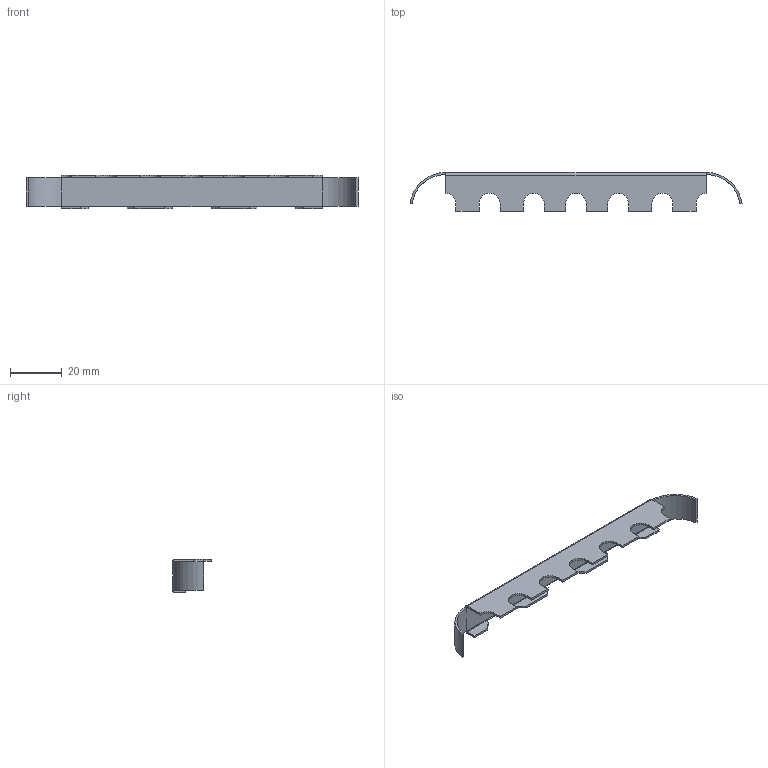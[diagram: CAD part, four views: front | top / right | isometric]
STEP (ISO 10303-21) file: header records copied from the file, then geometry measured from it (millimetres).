
FILE_DESCRIPTION(/* description */ ('STEP AP214'),/* implementation_level */ '2;1');
FILE_NAME(/* name */ '062RBH26E',/* time_stamp */ '2023-03-15T14:57:59+01:00',/* author */ ('License CC BY-ND 4.0'),/* organization */ ('CADENAS'),/* preprocessor_version */ 'ST-DEVELOPER v19.3',/* originating_system */ 'PARTsolutions',/* authorisation */ ' ');
FILE_SCHEMA (('AUTOMOTIVE_DESIGN {1 0 10303 214 3 1 1}'));
Length unit declared in the file: millimetre
Products named in the file (1): 062RBH26E
Bounding box: 127.86 x 15 x 13 mm (x, y, z)
Volume: 2394.1 mm3; surface area: 6323.9 mm2
Topology: 1 solids, 1 shells, 74 faces, 194 edges, 122 vertices
Faces by surface type: plane 53, cylinder 21
Entity records: 2280 total; most frequent: DIRECTION 392, CARTESIAN_POINT 391, ORIENTED_EDGE 388, EDGE_CURVE 194, LINE 146, VECTOR 146, AXIS2_PLACEMENT_3D 123, VERTEX_POINT 122
